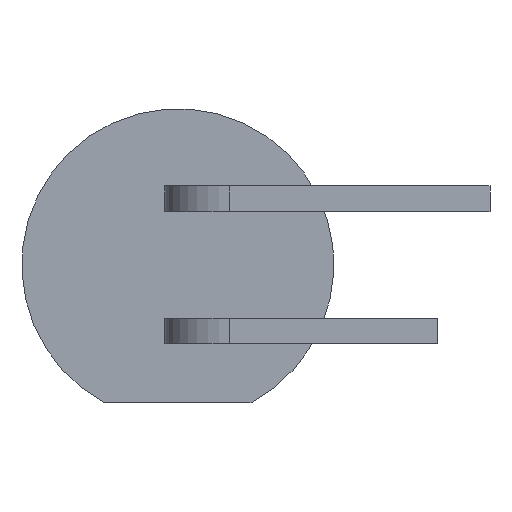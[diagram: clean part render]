
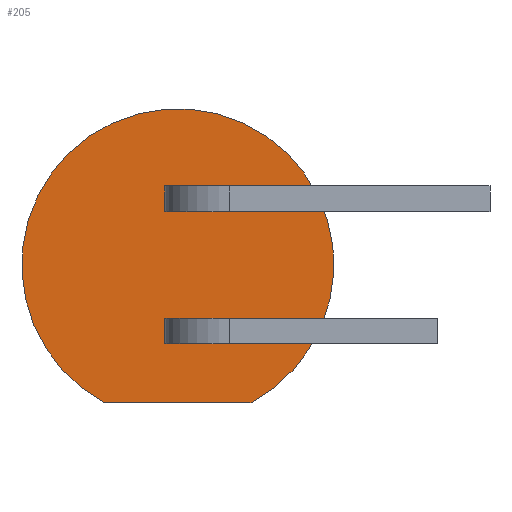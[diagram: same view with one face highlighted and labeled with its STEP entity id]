
A CAD part, front view. The second image highlights one B-rep face of the part: STEP entity #205.
In plain terms, the highlighted planar face has unit normal (0, -1, 0).
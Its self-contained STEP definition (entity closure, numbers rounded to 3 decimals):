
#6 = EDGE_CURVE ( 'NONE', #402, #59, #504, .T. ) ;
#24 = CARTESIAN_POINT ( 'NONE',  ( 0.251, 0., 0. ) ) ;
#27 = EDGE_CURVE ( 'NONE', #857, #73, #152, .T. ) ;
#28 = DIRECTION ( 'NONE',  ( 0., 1., 0. ) ) ;
#38 = CARTESIAN_POINT ( 'NONE',  ( 1., 0., 1.021 ) ) ;
#45 = CARTESIAN_POINT ( 'NONE',  ( -0.251, 0., 0. ) ) ;
#59 = VERTEX_POINT ( 'NONE', #888 ) ;
#63 = EDGE_CURVE ( 'NONE', #59, #403, #169, .T. ) ;
#70 = DIRECTION ( 'NONE',  ( 0., 1., 0. ) ) ;
#73 = VERTEX_POINT ( 'NONE', #907 ) ;
#81 = LINE ( 'NONE', #38, #243 ) ;
#85 = VERTEX_POINT ( 'NONE', #138 ) ;
#119 = EDGE_CURVE ( 'NONE', #454, #402, #491, .T. ) ;
#138 = CARTESIAN_POINT ( 'NONE',  ( -0.252, 0., 1.519 ) ) ;
#141 = ORIENTED_EDGE ( 'NONE', *, *, #6, .F. ) ;
#143 = VECTOR ( 'NONE', #416, 1000. ) ;
#146 = DIRECTION ( 'NONE',  ( 0., 0., -1. ) ) ;
#152 = LINE ( 'NONE', #909, #143 ) ;
#164 = VERTEX_POINT ( 'NONE', #451 ) ;
#166 = EDGE_CURVE ( 'NONE', #164, #857, #81, .T. ) ;
#169 = LINE ( 'NONE', #772, #705 ) ;
#177 = CARTESIAN_POINT ( 'NONE',  ( 0., 0., 0. ) ) ;
#183 = ORIENTED_EDGE ( 'NONE', *, *, #27, .F. ) ;
#185 = CARTESIAN_POINT ( 'NONE',  ( -0.252, 0., 0. ) ) ;
#186 = ORIENTED_EDGE ( 'NONE', *, *, #530, .F. ) ;
#205 = ADVANCED_FACE ( 'NONE', ( #739, #522, #445 ), #870, .F. ) ;
#208 = LINE ( 'NONE', #185, #502 ) ;
#216 = CARTESIAN_POINT ( 'NONE',  ( 1.406, 0., -2.65 ) ) ;
#230 = CARTESIAN_POINT ( 'NONE',  ( -1.406, 0., -2.65 ) ) ;
#243 = VECTOR ( 'NONE', #388, 1000. ) ;
#257 = VECTOR ( 'NONE', #342, 1000. ) ;
#269 = LINE ( 'NONE', #406, #361 ) ;
#280 = AXIS2_PLACEMENT_3D ( 'NONE', #515, #28, #340 ) ;
#286 = VECTOR ( 'NONE', #322, 1000. ) ;
#298 = AXIS2_PLACEMENT_3D ( 'NONE', #177, #70, #146 ) ;
#313 = CARTESIAN_POINT ( 'NONE',  ( 0.251, 0., -1.52 ) ) ;
#314 = ORIENTED_EDGE ( 'NONE', *, *, #166, .F. ) ;
#322 = DIRECTION ( 'NONE',  ( -1., 0., 0. ) ) ;
#340 = DIRECTION ( 'NONE',  ( 0., 0., 1. ) ) ;
#342 = DIRECTION ( 'NONE',  ( 0., 0., 1. ) ) ;
#361 = VECTOR ( 'NONE', #433, 1000. ) ;
#382 = CARTESIAN_POINT ( 'NONE',  ( 0.251, 0., -1.023 ) ) ;
#388 = DIRECTION ( 'NONE',  ( 1., 0., 0. ) ) ;
#402 = VERTEX_POINT ( 'NONE', #670 ) ;
#403 = VERTEX_POINT ( 'NONE', #313 ) ;
#404 = CARTESIAN_POINT ( 'NONE',  ( 0., 0., 1.519 ) ) ;
#406 = CARTESIAN_POINT ( 'NONE',  ( -1.406, 0., -2.65 ) ) ;
#409 = ORIENTED_EDGE ( 'NONE', *, *, #859, .F. ) ;
#416 = DIRECTION ( 'NONE',  ( 0., 0., 1. ) ) ;
#421 = DIRECTION ( 'NONE',  ( 1., 0., 0. ) ) ;
#422 = EDGE_LOOP ( 'NONE', ( #555, #721, #592, #141 ) ) ;
#433 = DIRECTION ( 'NONE',  ( -1., 0., 0. ) ) ;
#444 = DIRECTION ( 'NONE',  ( 0., 0., -1. ) ) ;
#445 = FACE_BOUND ( 'NONE', #422, .T. ) ;
#451 = CARTESIAN_POINT ( 'NONE',  ( -0.252, 0., 1.021 ) ) ;
#454 = VERTEX_POINT ( 'NONE', #382 ) ;
#474 = DIRECTION ( 'NONE',  ( -1., 0., 0. ) ) ;
#491 = LINE ( 'NONE', #748, #286 ) ;
#494 = EDGE_LOOP ( 'NONE', ( #527, #409 ) ) ;
#496 = VERTEX_POINT ( 'NONE', #216 ) ;
#502 = VECTOR ( 'NONE', #444, 1000. ) ;
#504 = LINE ( 'NONE', #45, #892 ) ;
#509 = CARTESIAN_POINT ( 'NONE',  ( 0.252, 0., 1.021 ) ) ;
#511 = ORIENTED_EDGE ( 'NONE', *, *, #809, .F. ) ;
#515 = CARTESIAN_POINT ( 'NONE',  ( 0., 0., 0. ) ) ;
#522 = FACE_BOUND ( 'NONE', #709, .T. ) ;
#527 = ORIENTED_EDGE ( 'NONE', *, *, #712, .F. ) ;
#530 = EDGE_CURVE ( 'NONE', #73, #85, #700, .T. ) ;
#555 = ORIENTED_EDGE ( 'NONE', *, *, #119, .F. ) ;
#582 = EDGE_CURVE ( 'NONE', #403, #454, #651, .T. ) ;
#592 = ORIENTED_EDGE ( 'NONE', *, *, #63, .F. ) ;
#619 = CIRCLE ( 'NONE', #298, 3. ) ;
#620 = DIRECTION ( 'NONE',  ( 0., 0., -1. ) ) ;
#651 = LINE ( 'NONE', #24, #257 ) ;
#670 = CARTESIAN_POINT ( 'NONE',  ( -0.251, 0., -1.023 ) ) ;
#675 = VECTOR ( 'NONE', #474, 1000. ) ;
#700 = LINE ( 'NONE', #404, #675 ) ;
#705 = VECTOR ( 'NONE', #421, 1000. ) ;
#708 = VERTEX_POINT ( 'NONE', #230 ) ;
#709 = EDGE_LOOP ( 'NONE', ( #186, #183, #314, #511 ) ) ;
#712 = EDGE_CURVE ( 'NONE', #496, #708, #269, .T. ) ;
#721 = ORIENTED_EDGE ( 'NONE', *, *, #582, .F. ) ;
#739 = FACE_OUTER_BOUND ( 'NONE', #494, .T. ) ;
#748 = CARTESIAN_POINT ( 'NONE',  ( 0., 0., -1.023 ) ) ;
#772 = CARTESIAN_POINT ( 'NONE',  ( 1., 0., -1.52 ) ) ;
#809 = EDGE_CURVE ( 'NONE', #85, #164, #208, .T. ) ;
#857 = VERTEX_POINT ( 'NONE', #509 ) ;
#859 = EDGE_CURVE ( 'NONE', #708, #496, #619, .T. ) ;
#870 = PLANE ( 'NONE',  #280 ) ;
#888 = CARTESIAN_POINT ( 'NONE',  ( -0.251, 0., -1.52 ) ) ;
#892 = VECTOR ( 'NONE', #620, 1000. ) ;
#907 = CARTESIAN_POINT ( 'NONE',  ( 0.252, 0., 1.519 ) ) ;
#909 = CARTESIAN_POINT ( 'NONE',  ( 0.252, 0., 0. ) ) ;
